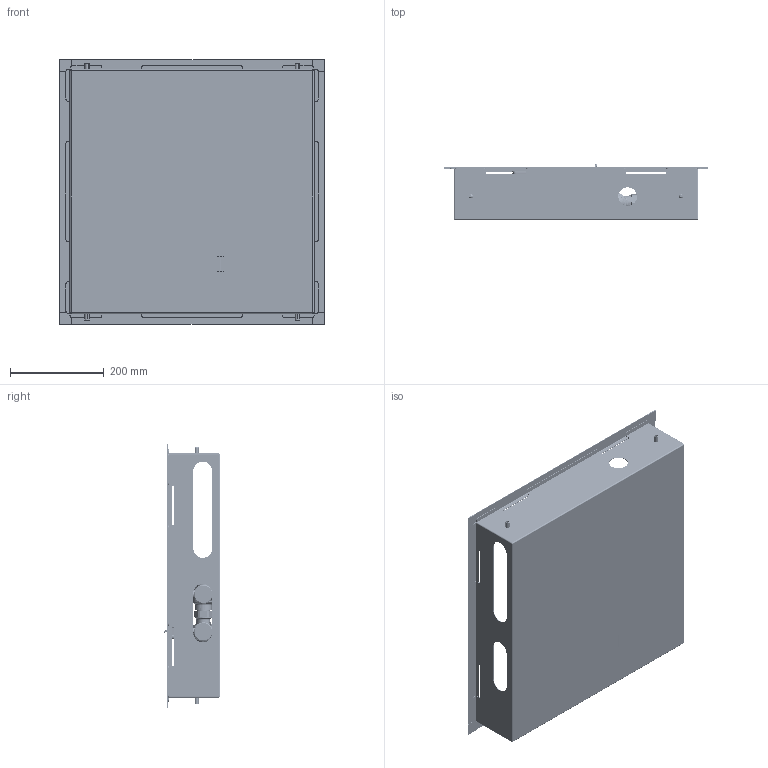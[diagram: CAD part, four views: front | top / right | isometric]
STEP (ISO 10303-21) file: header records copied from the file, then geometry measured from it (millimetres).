
FILE_DESCRIPTION (( 'STEP AP214' ), '1' );
FILE_NAME ('DCH-DCEXXX.STEP', '2022-09-14T10:06:46', ( '' ), ( '' ), 'SwSTEP 2.0', 'SolidWorks 2021', '' );
FILE_SCHEMA (( 'AUTOMOTIVE_DESIGN' ));
Length unit declared in the file: millimetre
Products named in the file (9): 3427770042_defeature; Assieme 10C_defeature; DCH-DCEXXX; 3427770052_BIM; Energia; Supercal 531_defeature; 3427770052_valv_defeature; 3260056703_defeature; WMT15-15SL
Assembly tree (8 placements, depth 4):
  DCH-DCEXXX
    3260056703_defeature
    Energia
      3427770042_defeature
      3427770052_BIM
        3427770052_valv_defeature
        Assieme 10C_defeature
        WMT15-15SL
    Supercal 531_defeature
Bounding box: 564 x 120.11 x 564 mm (x, y, z)
Volume: 1621820.5 mm3; surface area: 1578972.2 mm2
Topology: 27 solids, 36 shells, 5813 faces, 14847 edges, 9200 vertices
Faces by surface type: plane 2219, bspline 1275, cylinder 1204, cone 643, torus 334, sphere 138
Entity records: 293055 total; most frequent: CARTESIAN_POINT 102274, ORIENTED_EDGE 29383, DIRECTION 23759, EDGE_CURVE 14708, VERTEX_POINT 9185, AXIS2_PLACEMENT_3D 8810, VECTOR 6139, LINE 6139
